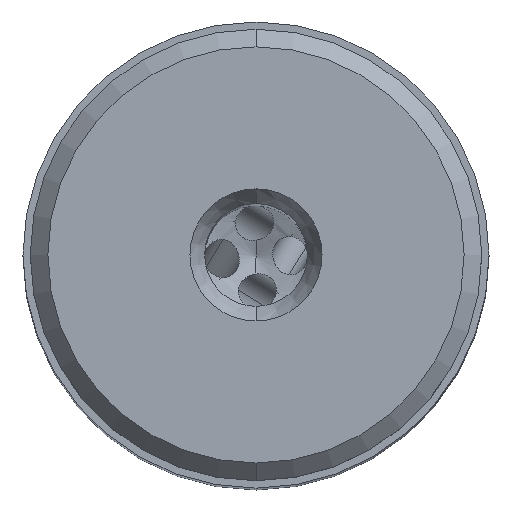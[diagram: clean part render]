
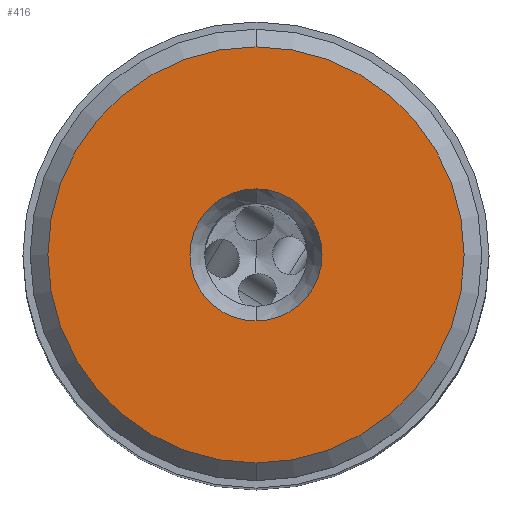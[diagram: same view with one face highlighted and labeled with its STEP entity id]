
A CAD part, top view. The second image highlights one B-rep face of the part: STEP entity #416.
In plain terms, the highlighted planar face has unit normal (0, 0, 1).
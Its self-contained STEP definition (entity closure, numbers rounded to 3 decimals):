
#175=FACE_BOUND('',#1441,.T.);
#176=FACE_BOUND('',#1442,.T.);
#270=PLANE('',#7855);
#416=ADVANCED_FACE('',(#175,#176),#270,.T.);
#1441=EDGE_LOOP('',(#3495,#3496));
#1442=EDGE_LOOP('',(#3497,#3498));
#2814=CIRCLE('',#7850,4.5);
#2815=CIRCLE('',#7852,14.175);
#2816=CIRCLE('',#7853,14.175);
#2817=CIRCLE('',#7854,4.5);
#3495=ORIENTED_EDGE('',*,*,#6345,.F.);
#3496=ORIENTED_EDGE('',*,*,#6346,.F.);
#3497=ORIENTED_EDGE('',*,*,#6344,.F.);
#3498=ORIENTED_EDGE('',*,*,#6347,.F.);
#5545=VERTEX_POINT('',#13018);
#5546=VERTEX_POINT('',#13020);
#5547=VERTEX_POINT('',#13024);
#5548=VERTEX_POINT('',#13025);
#6344=EDGE_CURVE('',#5546,#5545,#2814,.T.);
#6345=EDGE_CURVE('',#5547,#5548,#2815,.T.);
#6346=EDGE_CURVE('',#5548,#5547,#2816,.T.);
#6347=EDGE_CURVE('',#5545,#5546,#2817,.T.);
#7850=AXIS2_PLACEMENT_3D('',#13021,#8914,#8915);
#7852=AXIS2_PLACEMENT_3D('',#13023,#8918,#8919);
#7853=AXIS2_PLACEMENT_3D('',#13026,#8920,#8921);
#7854=AXIS2_PLACEMENT_3D('',#13027,#8922,#8923);
#7855=AXIS2_PLACEMENT_3D('',#13028,#8924,#8925);
#8914=DIRECTION('',(0.,0.,1.));
#8915=DIRECTION('',(0.,1.,0.));
#8918=DIRECTION('',(0.,0.,-1.));
#8919=DIRECTION('',(0.,-1.,0.));
#8920=DIRECTION('',(0.,0.,-1.));
#8921=DIRECTION('',(0.,1.,0.));
#8922=DIRECTION('',(0.,0.,1.));
#8923=DIRECTION('',(0.,-1.,0.));
#8924=DIRECTION('',(0.,0.,1.));
#8925=DIRECTION('',(-1.,0.,0.));
#13018=CARTESIAN_POINT('',(0.,-4.5,0.));
#13020=CARTESIAN_POINT('',(0.,4.5,0.));
#13021=CARTESIAN_POINT('',(0.,0.,0.));
#13023=CARTESIAN_POINT('',(0.,0.,0.));
#13024=CARTESIAN_POINT('',(0.,-14.175,0.));
#13025=CARTESIAN_POINT('',(0.,14.175,0.));
#13026=CARTESIAN_POINT('',(0.,0.,0.));
#13027=CARTESIAN_POINT('',(0.,0.,0.));
#13028=CARTESIAN_POINT('',(0.,0.,0.));
